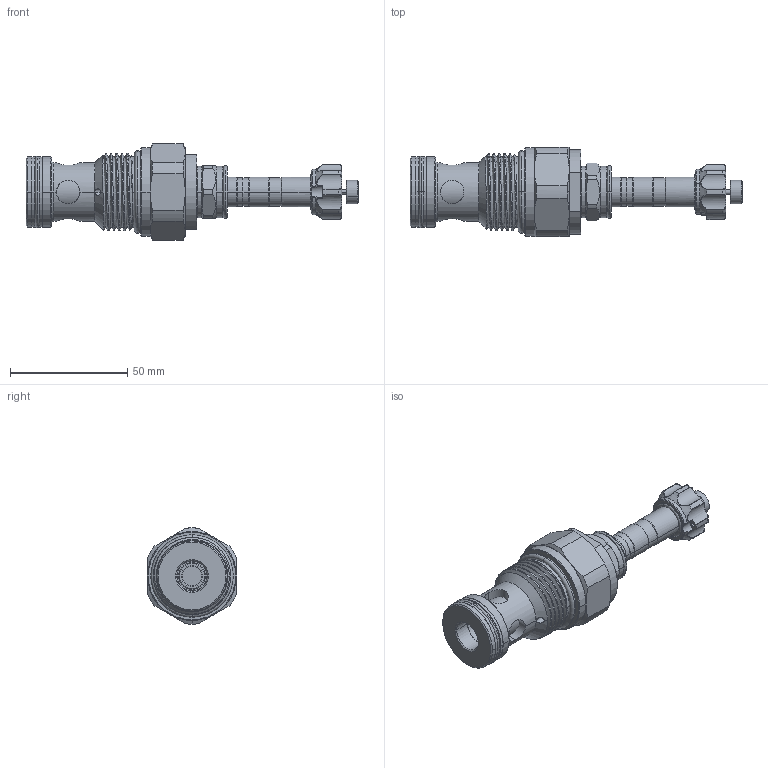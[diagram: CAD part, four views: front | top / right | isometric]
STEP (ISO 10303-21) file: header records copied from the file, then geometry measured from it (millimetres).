
FILE_DESCRIPTION (( 'STEP AP203' ), '1' );
FILE_NAME ('EP21E2A03P95.STEP', '2020-03-30T05:39:22', ( '' ), ( '' ), 'SwSTEP 2.0', 'SolidWorks 2018', '' );
FILE_SCHEMA (( 'CONFIG_CONTROL_DESIGN' ));
Length unit declared in the file: millimetre
Products named in the file (1): EP21E2A03P95
Bounding box: 141.75 x 38 x 41.1 mm (x, y, z)
Volume: 71072 mm3; surface area: 19158.8 mm2
Topology: 7 solids, 7 shells, 363 faces, 856 edges, 518 vertices
Faces by surface type: cylinder 150, cone 66, torus 55, plane 53, bspline 37, sphere 2
Entity records: 16186 total; most frequent: CARTESIAN_POINT 8053, ORIENTED_EDGE 1708, DIRECTION 1691, EDGE_CURVE 854, AXIS2_PLACEMENT_3D 723, VERTEX_POINT 518, CIRCLE 396, EDGE_LOOP 390
